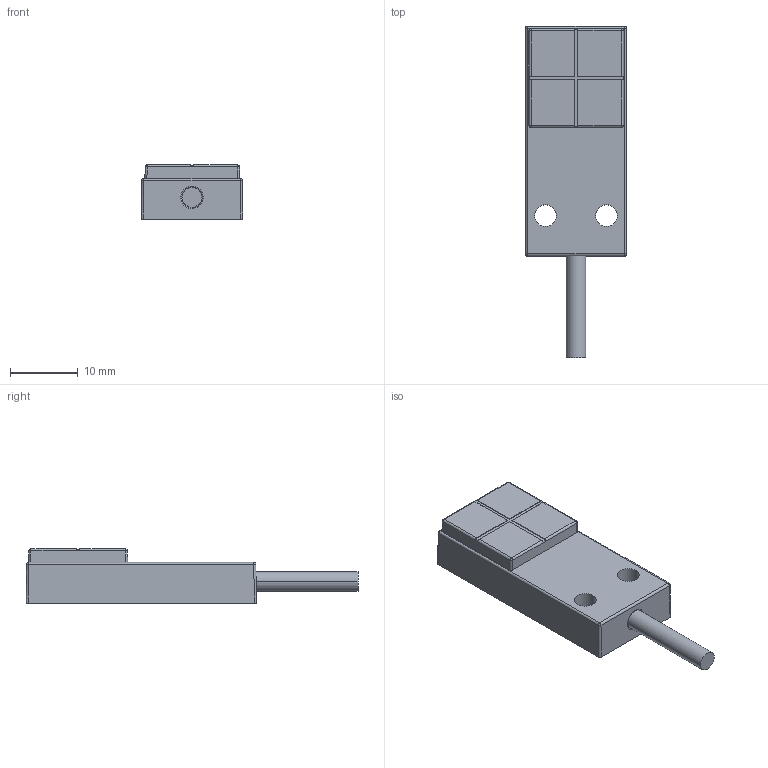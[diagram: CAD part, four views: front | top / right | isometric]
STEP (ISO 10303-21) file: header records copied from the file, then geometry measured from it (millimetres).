
FILE_DESCRIPTION((''),'2;1');
FILE_NAME('TEN15','2022-03-25T',('EDY'),(''),'CREO PARAMETRIC BY PTC INC, 2018070','CREO PARAMETRIC BY PTC INC, 2018070','');
FILE_SCHEMA(('CONFIG_CONTROL_DESIGN'));
Length unit declared in the file: millimetre
Products named in the file (1): TEN15
Bounding box: 15 x 49 x 8 mm (x, y, z)
Volume: 3226.3 mm3; surface area: 2480.6 mm2
Topology: 1 solids, 1 shells, 107 faces, 266 edges, 164 vertices
Faces by surface type: plane 57, cylinder 40, sphere 8, bspline 2
Entity records: 3379 total; most frequent: CARTESIAN_POINT 747, DIRECTION 530, ORIENTED_EDGE 516, EDGE_CURVE 258, AXIS2_PLACEMENT_3D 187, VERTEX_POINT 164, VECTOR 156, LINE 156
